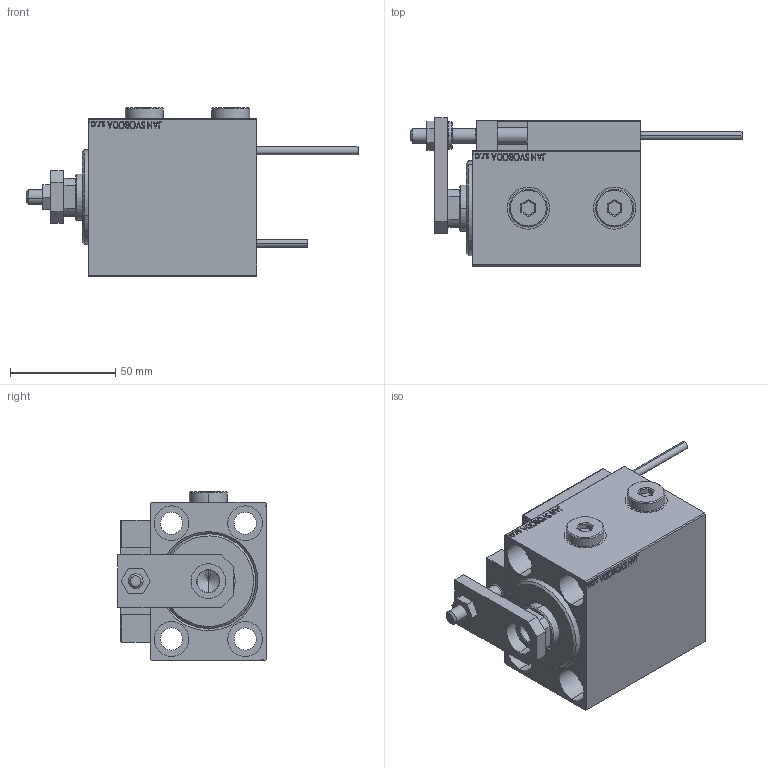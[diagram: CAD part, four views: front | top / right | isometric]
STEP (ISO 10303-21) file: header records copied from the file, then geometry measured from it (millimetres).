
FILE_DESCRIPTION (( 'STEP AP203' ), '1' );
FILE_NAME ('569e.STEP', '2024-02-13T04:43:47', ( '' ), ( '' ), 'SwSTEP 2.0', 'SolidWorks 2019', '' );
FILE_SCHEMA (( 'CONFIG_CONTROL_DESIGN' ));
Length unit declared in the file: millimetre
Products named in the file (16): NUT_D12 9a14956b9f6f88ad313886d0dc3ccc0f; SWITCH X 9a14956b9f6f88ad313886d0dc3ccc0f; KONCOVKA 9a14956b9f6f88ad313886d0dc3ccc0f; Block 9a14956b9f6f88ad313886d0dc3ccc0f; TYC_L79 9a14956b9f6f88ad313886d0dc3ccc0f; ZARAZKA 9a14956b9f6f88ad313886d0dc3ccc0f; V450CM_C_Body 9a14956b9f6f88ad313886d0dc3ccc0f; V450CM_VC_B 9a14956b9f6f88ad313886d0dc3ccc0f; Zatka_OIL_PORT 9a14956b9f6f88ad313886d0dc3ccc0f; ALLEN BOLT D8 9a14956b9f6f88ad313886d0dc3ccc0f; MAGNET 9a14956b9f6f88ad313886d0dc3ccc0f; SWITCH DIM B,W 9a14956b9f6f88ad313886d0dc3ccc0f; V450CM_C_VCP 9a14956b9f6f88ad313886d0dc3ccc0f; 569e; SWITCH_X_FRONT_BACK 9a14956b9f6f88ad313886d0dc3ccc0f; ALLEN BOLT D5 9a14956b9f6f88ad313886d0dc3ccc0f
Assembly tree (26 placements, depth 3):
  569e
    V450CM_C_Body 9a14956b9f6f88ad313886d0dc3ccc0f
    SWITCH X 9a14956b9f6f88ad313886d0dc3ccc0f
      SWITCH_X_FRONT_BACK 9a14956b9f6f88ad313886d0dc3ccc0f  x2
      TYC_L79 9a14956b9f6f88ad313886d0dc3ccc0f
      Block 9a14956b9f6f88ad313886d0dc3ccc0f  x2
      ALLEN BOLT D5 9a14956b9f6f88ad313886d0dc3ccc0f  x4
      ALLEN BOLT D8 9a14956b9f6f88ad313886d0dc3ccc0f  x4
      MAGNET 9a14956b9f6f88ad313886d0dc3ccc0f  x2
      KONCOVKA 9a14956b9f6f88ad313886d0dc3ccc0f  x2
    NUT_D12 9a14956b9f6f88ad313886d0dc3ccc0f
    SWITCH DIM B,W 9a14956b9f6f88ad313886d0dc3ccc0f
    ZARAZKA 9a14956b9f6f88ad313886d0dc3ccc0f
    V450CM_C_VCP 9a14956b9f6f88ad313886d0dc3ccc0f
    V450CM_VC_B 9a14956b9f6f88ad313886d0dc3ccc0f
    Zatka_OIL_PORT 9a14956b9f6f88ad313886d0dc3ccc0f  x2
Bounding box: 157.7 x 70.5 x 79.9 mm (x, y, z)
Volume: 328717.4 mm3; surface area: 90348 mm2
Topology: 25 solids, 25 shells, 1336 faces, 3188 edges, 2035 vertices
Faces by surface type: plane 594, bspline 380, cylinder 204, cone 110, torus 44, sphere 4
Entity records: 51504 total; most frequent: CARTESIAN_POINT 26291, ORIENTED_EDGE 5316, DIRECTION 3634, EDGE_CURVE 2658, VERTEX_POINT 1735, VECTOR 1534, LINE 1534, EDGE_LOOP 1235
